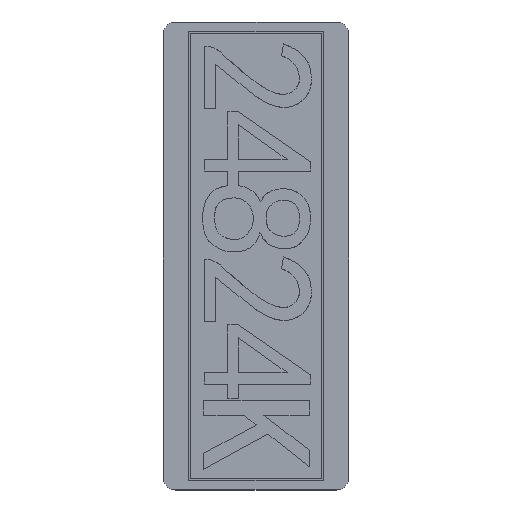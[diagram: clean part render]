
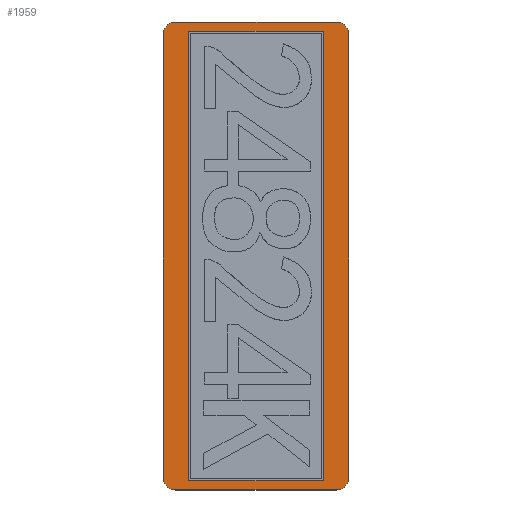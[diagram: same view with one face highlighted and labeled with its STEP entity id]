
A CAD part, top view. The second image highlights one B-rep face of the part: STEP entity #1959.
In plain terms, the highlighted planar face has unit normal (0, 0, 1).
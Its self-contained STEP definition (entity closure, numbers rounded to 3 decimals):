
#155 = VECTOR ( 'NONE', #1880, 1000. ) ;
#170 = CARTESIAN_POINT ( 'NONE',  ( -20.78, -54.071, 3.86 ) ) ;
#182 = ORIENTED_EDGE ( 'NONE', *, *, #552, .T. ) ;
#190 = CARTESIAN_POINT ( 'NONE',  ( -20.78, 56.911, 3.86 ) ) ;
#200 = ORIENTED_EDGE ( 'NONE', *, *, #1325, .T. ) ;
#277 = AXIS2_PLACEMENT_3D ( 'NONE', #2197, #3927, #4230 ) ;
#298 = EDGE_CURVE ( 'NONE', #3688, #561, #1355, .T. ) ;
#356 = VERTEX_POINT ( 'NONE', #934 ) ;
#360 = CARTESIAN_POINT ( 'NONE',  ( -20.78, -51.071, 3.86 ) ) ;
#386 = VERTEX_POINT ( 'NONE', #775 ) ;
#471 = EDGE_CURVE ( 'NONE', #386, #2504, #636, .T. ) ;
#529 = EDGE_CURVE ( 'NONE', #2044, #356, #3902, .T. ) ;
#552 = EDGE_CURVE ( 'NONE', #2504, #3688, #1188, .T. ) ;
#561 = VERTEX_POINT ( 'NONE', #3786 ) ;
#587 = VECTOR ( 'NONE', #3818, 1000. ) ;
#636 = CIRCLE ( 'NONE', #277, 3. ) ;
#663 = VECTOR ( 'NONE', #2838, 1000. ) ;
#764 = DIRECTION ( 'NONE',  ( -1., 0., 0. ) ) ;
#775 = CARTESIAN_POINT ( 'NONE',  ( -17.78, 56.911, 3.86 ) ) ;
#782 = CARTESIAN_POINT ( 'NONE',  ( 20.22, 53.911, 3.86 ) ) ;
#840 = VECTOR ( 'NONE', #856, 1000. ) ;
#856 = DIRECTION ( 'NONE',  ( 0., 1., 0. ) ) ;
#934 = CARTESIAN_POINT ( 'NONE',  ( -14.78, 54.67, 3.86 ) ) ;
#935 = CARTESIAN_POINT ( 'NONE',  ( -20.78, 53.911, 3.86 ) ) ;
#988 = ORIENTED_EDGE ( 'NONE', *, *, #298, .T. ) ;
#1070 = ORIENTED_EDGE ( 'NONE', *, *, #2948, .F. ) ;
#1100 = ORIENTED_EDGE ( 'NONE', *, *, #3332, .T. ) ;
#1120 = CARTESIAN_POINT ( 'NONE',  ( 17.22, -49.38, 3.86 ) ) ;
#1188 = LINE ( 'NONE', #2556, #2914 ) ;
#1198 = CIRCLE ( 'NONE', #1782, 3. ) ;
#1237 = CARTESIAN_POINT ( 'NONE',  ( 23.22, 53.911, 3.86 ) ) ;
#1245 = ORIENTED_EDGE ( 'NONE', *, *, #1873, .T. ) ;
#1301 = LINE ( 'NONE', #3370, #1414 ) ;
#1325 = EDGE_CURVE ( 'NONE', #2478, #2150, #3876, .T. ) ;
#1347 = EDGE_CURVE ( 'NONE', #3911, #2044, #2092, .T. ) ;
#1355 = CIRCLE ( 'NONE', #1917, 3. ) ;
#1414 = VECTOR ( 'NONE', #3434, 1000. ) ;
#1463 = DIRECTION ( 'NONE',  ( -1., 0., 0. ) ) ;
#1489 = CARTESIAN_POINT ( 'NONE',  ( 23.22, 56.911, 3.86 ) ) ;
#1522 = CARTESIAN_POINT ( 'NONE',  ( -14.78, -51.83, 3.86 ) ) ;
#1782 = AXIS2_PLACEMENT_3D ( 'NONE', #3907, #2810, #1463 ) ;
#1817 = VERTEX_POINT ( 'NONE', #1522 ) ;
#1858 = EDGE_CURVE ( 'NONE', #561, #3303, #3245, .T. ) ;
#1859 = PLANE ( 'NONE',  #2517 ) ;
#1864 = VERTEX_POINT ( 'NONE', #3268 ) ;
#1873 = EDGE_CURVE ( 'NONE', #2150, #386, #2886, .T. ) ;
#1880 = DIRECTION ( 'NONE',  ( -1., 0., 0. ) ) ;
#1917 = AXIS2_PLACEMENT_3D ( 'NONE', #2632, #3632, #4022 ) ;
#1918 = VECTOR ( 'NONE', #2671, 1000. ) ;
#1925 = LINE ( 'NONE', #3296, #1918 ) ;
#1942 = ORIENTED_EDGE ( 'NONE', *, *, #529, .F. ) ;
#1951 = AXIS2_PLACEMENT_3D ( 'NONE', #782, #3126, #764 ) ;
#1959 = ADVANCED_FACE ( 'NONE', ( #3224, #3576 ), #1859, .F. ) ;
#1965 = ORIENTED_EDGE ( 'NONE', *, *, #1347, .F. ) ;
#2044 = VERTEX_POINT ( 'NONE', #4365 ) ;
#2092 = LINE ( 'NONE', #1120, #587 ) ;
#2150 = VERTEX_POINT ( 'NONE', #4104 ) ;
#2197 = CARTESIAN_POINT ( 'NONE',  ( -17.78, 53.911, 3.86 ) ) ;
#2331 = EDGE_LOOP ( 'NONE', ( #2467, #200, #1245, #3312, #182, #988, #2484, #1100 ) ) ;
#2421 = DIRECTION ( 'NONE',  ( 0., -1., 0. ) ) ;
#2467 = ORIENTED_EDGE ( 'NONE', *, *, #3252, .T. ) ;
#2478 = VERTEX_POINT ( 'NONE', #1237 ) ;
#2484 = ORIENTED_EDGE ( 'NONE', *, *, #1858, .T. ) ;
#2490 = DIRECTION ( 'NONE',  ( -1., 0., 0. ) ) ;
#2491 = VECTOR ( 'NONE', #2490, 1000. ) ;
#2504 = VERTEX_POINT ( 'NONE', #935 ) ;
#2517 = AXIS2_PLACEMENT_3D ( 'NONE', #4290, #4200, #4266 ) ;
#2556 = CARTESIAN_POINT ( 'NONE',  ( -20.78, 56.911, 3.86 ) ) ;
#2632 = CARTESIAN_POINT ( 'NONE',  ( -17.78, -51.071, 3.86 ) ) ;
#2671 = DIRECTION ( 'NONE',  ( 0., -1., 0. ) ) ;
#2810 = DIRECTION ( 'NONE',  ( 0., 0., 1. ) ) ;
#2838 = DIRECTION ( 'NONE',  ( 1., 0., 0. ) ) ;
#2886 = LINE ( 'NONE', #190, #155 ) ;
#2914 = VECTOR ( 'NONE', #2421, 1000. ) ;
#2948 = EDGE_CURVE ( 'NONE', #356, #1817, #1925, .T. ) ;
#3126 = DIRECTION ( 'NONE',  ( 0., 0., 1. ) ) ;
#3224 = FACE_BOUND ( 'NONE', #3530, .T. ) ;
#3229 = CARTESIAN_POINT ( 'NONE',  ( -24.18, 54.67, 3.86 ) ) ;
#3245 = LINE ( 'NONE', #170, #663 ) ;
#3252 = EDGE_CURVE ( 'NONE', #1864, #2478, #3545, .T. ) ;
#3268 = CARTESIAN_POINT ( 'NONE',  ( 23.22, -51.071, 3.86 ) ) ;
#3296 = CARTESIAN_POINT ( 'NONE',  ( -14.78, -49.38, 3.86 ) ) ;
#3303 = VERTEX_POINT ( 'NONE', #3589 ) ;
#3312 = ORIENTED_EDGE ( 'NONE', *, *, #471, .T. ) ;
#3332 = EDGE_CURVE ( 'NONE', #3303, #1864, #1198, .T. ) ;
#3370 = CARTESIAN_POINT ( 'NONE',  ( -24.18, -51.83, 3.86 ) ) ;
#3373 = CARTESIAN_POINT ( 'NONE',  ( 17.22, -51.83, 3.86 ) ) ;
#3434 = DIRECTION ( 'NONE',  ( 1., 0., 0. ) ) ;
#3530 = EDGE_LOOP ( 'NONE', ( #3660, #1070, #1942, #1965 ) ) ;
#3545 = LINE ( 'NONE', #1489, #840 ) ;
#3576 = FACE_OUTER_BOUND ( 'NONE', #2331, .T. ) ;
#3589 = CARTESIAN_POINT ( 'NONE',  ( 20.22, -54.071, 3.86 ) ) ;
#3632 = DIRECTION ( 'NONE',  ( 0., 0., 1. ) ) ;
#3642 = EDGE_CURVE ( 'NONE', #1817, #3911, #1301, .T. ) ;
#3660 = ORIENTED_EDGE ( 'NONE', *, *, #3642, .F. ) ;
#3688 = VERTEX_POINT ( 'NONE', #360 ) ;
#3786 = CARTESIAN_POINT ( 'NONE',  ( -17.78, -54.071, 3.86 ) ) ;
#3818 = DIRECTION ( 'NONE',  ( 0., 1., 0. ) ) ;
#3876 = CIRCLE ( 'NONE', #1951, 3. ) ;
#3902 = LINE ( 'NONE', #3229, #2491 ) ;
#3907 = CARTESIAN_POINT ( 'NONE',  ( 20.22, -51.071, 3.86 ) ) ;
#3911 = VERTEX_POINT ( 'NONE', #3373 ) ;
#3927 = DIRECTION ( 'NONE',  ( 0., 0., 1. ) ) ;
#4022 = DIRECTION ( 'NONE',  ( -1., 0., 0. ) ) ;
#4104 = CARTESIAN_POINT ( 'NONE',  ( 20.22, 56.911, 3.86 ) ) ;
#4200 = DIRECTION ( 'NONE',  ( 0., 0., -1. ) ) ;
#4230 = DIRECTION ( 'NONE',  ( -1., 0., 0. ) ) ;
#4266 = DIRECTION ( 'NONE',  ( 0., -1., 0. ) ) ;
#4290 = CARTESIAN_POINT ( 'NONE',  ( -24.18, -49.38, 3.86 ) ) ;
#4365 = CARTESIAN_POINT ( 'NONE',  ( 17.22, 54.67, 3.86 ) ) ;
